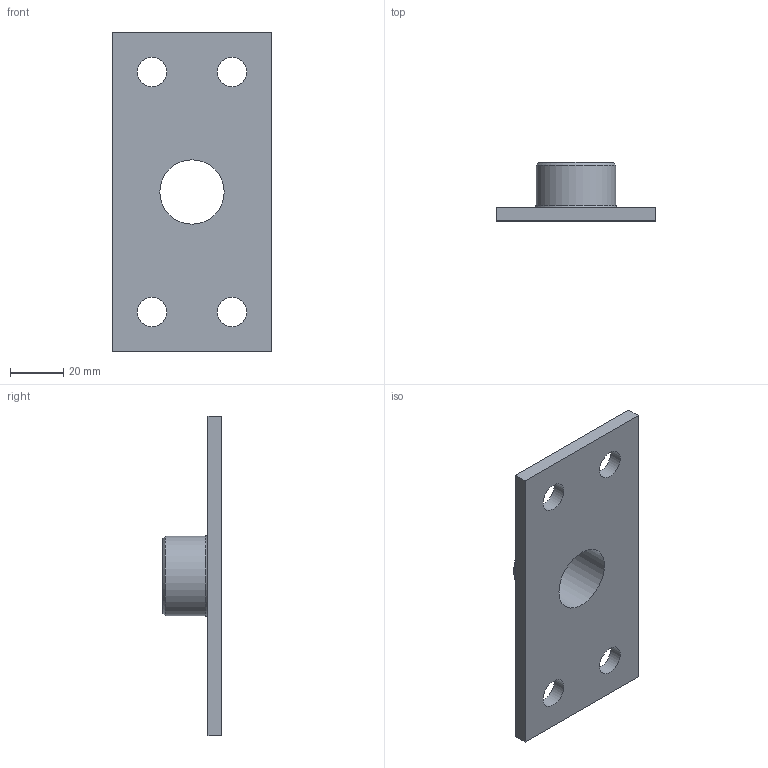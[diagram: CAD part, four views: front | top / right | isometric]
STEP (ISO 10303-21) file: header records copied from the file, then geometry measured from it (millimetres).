
FILE_DESCRIPTION(/* description */ (''),/* implementation_level */ '2;1');
FILE_NAME(/* name */ '3D_R173-4L-DN20_17331420.stp',/* time_stamp */ '2021-07-27T09:24:40+02:00',/* author */ ('cad'),/* organization */ (''),/* preprocessor_version */ 'ST-DEVELOPER v18.1',/* originating_system */ 'Autodesk Inventor 2022',/* authorisation */ '');
FILE_SCHEMA (('AUTOMOTIVE_DESIGN { 1 0 10303 214 3 1 1 }'));
Length unit declared in the file: millimetre
Products named in the file (1): 3D_R173-4L-DN20_17331420
Bounding box: 60 x 22 x 120 mm (x, y, z)
Volume: 36001.6 mm3; surface area: 18346.7 mm2
Topology: 1 solids, 1 shells, 16 faces, 39 edges, 26 vertices
Faces by surface type: plane 7, cylinder 6, cone 2, torus 1
Full cylindrical faces by diameter (mm): 11 x4, 24.117 x1, 30 x1
Entity records: 543 total; most frequent: DIRECTION 92, CARTESIAN_POINT 82, ORIENTED_EDGE 78, EDGE_CURVE 39, AXIS2_PLACEMENT_3D 36, EDGE_LOOP 27, VERTEX_POINT 26, LINE 20
